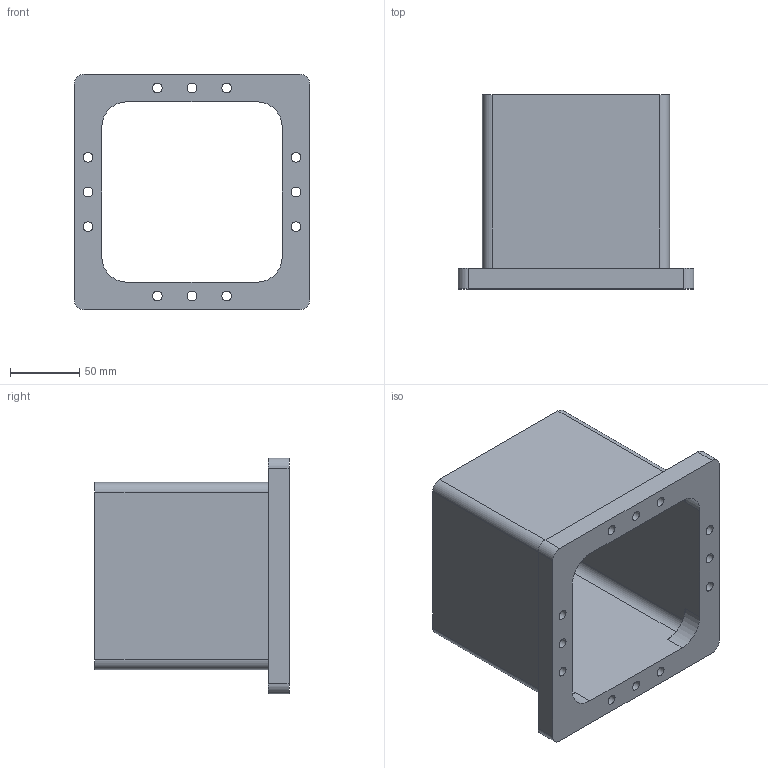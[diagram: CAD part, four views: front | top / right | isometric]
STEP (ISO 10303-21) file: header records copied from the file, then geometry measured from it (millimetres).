
FILE_DESCRIPTION(/* description */ (''),/* implementation_level */ '2;1');
FILE_NAME(/* name */ 'Shield.stp',/* time_stamp */ '2025-08-18T10:33:48-04:00',/* author */ ('mayhe'),/* organization */ (''),/* preprocessor_version */ 'ST-DEVELOPER v20',/* originating_system */ 'Autodesk Inventor 2025',/* authorisation */ '');
FILE_SCHEMA (('AUTOMOTIVE_DESIGN { 1 0 10303 214 3 1 1 }'));
Length unit declared in the file: millimetre
Products named in the file (1): Shield
Bounding box: 170 x 140 x 170 mm (x, y, z)
Volume: 334074.9 mm3; surface area: 176397.4 mm2
Topology: 1 solids, 1 shells, 263 faces, 690 edges, 460 vertices
Faces by surface type: plane 136, bspline 87, cylinder 40
Full cylindrical faces by diameter (mm): 7.125 x12, 13 x12
Entity records: 8621 total; most frequent: CARTESIAN_POINT 2545, ORIENTED_EDGE 1380, DIRECTION 950, EDGE_CURVE 690, VERTEX_POINT 460, LINE 436, VECTOR 436, EDGE_LOOP 320
